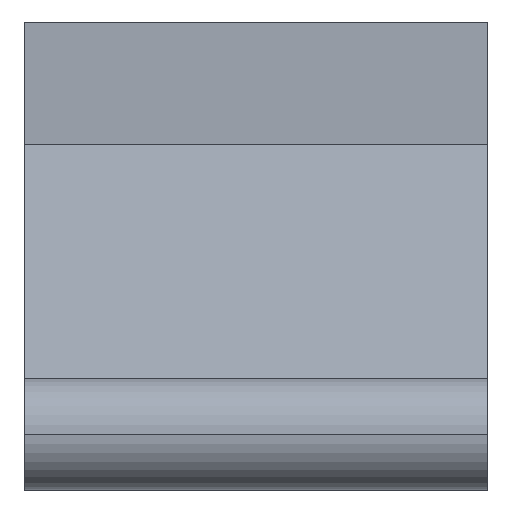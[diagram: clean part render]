
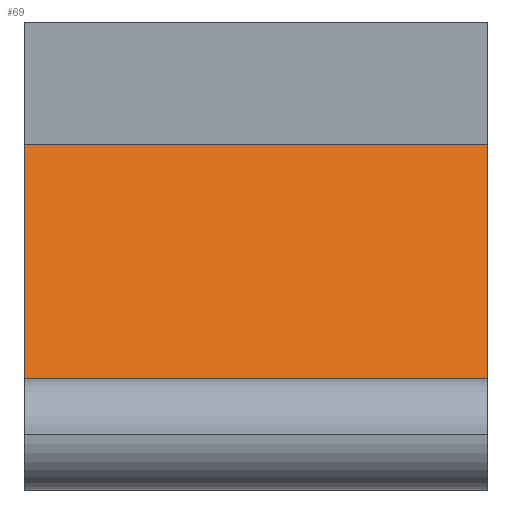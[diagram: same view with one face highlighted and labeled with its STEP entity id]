
A CAD part, front view. The second image highlights one B-rep face of the part: STEP entity #69.
In plain terms, the highlighted planar face has unit normal (0, -0.966, 0.259).
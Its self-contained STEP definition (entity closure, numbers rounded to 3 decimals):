
#69=ADVANCED_FACE('',(#139),#140,.T.);
#139=FACE_OUTER_BOUND('',#207,.T.);
#140=PLANE('',#208);
#207=EDGE_LOOP('',(#343,#344,#345,#346));
#208=AXIS2_PLACEMENT_3D('',#347,#348,#349);
#343=ORIENTED_EDGE('',*,*,#479,.F.);
#344=ORIENTED_EDGE('',*,*,#435,.F.);
#345=ORIENTED_EDGE('',*,*,#460,.T.);
#346=ORIENTED_EDGE('',*,*,#477,.T.);
#347=CARTESIAN_POINT('',(12.0,3.243,2.848));
#348=DIRECTION('',(0.0,-0.966,0.259));
#349=DIRECTION('',(1.0,0.0,0.0));
#435=EDGE_CURVE('',#520,#515,#522,.T.);
#460=EDGE_CURVE('',#520,#561,#563,.T.);
#477=EDGE_CURVE('',#561,#584,#586,.T.);
#479=EDGE_CURVE('',#515,#584,#588,.T.);
#515=VERTEX_POINT('',#630);
#520=VERTEX_POINT('',#637);
#522=LINE('',#640,#641);
#561=VERTEX_POINT('',#695);
#563=LINE('',#698,#699);
#584=VERTEX_POINT('',#730);
#586=LINE('',#733,#734);
#588=LINE('',#736,#737);
#630=CARTESIAN_POINT('',(4.15,3.311,3.1));
#637=CARTESIAN_POINT('',(0.0,3.311,3.1));
#640=CARTESIAN_POINT('',(12.0,3.311,3.1));
#641=VECTOR('',#783,1.0);
#695=CARTESIAN_POINT('',(0.0,2.748,1.0));
#698=CARTESIAN_POINT('',(0.,35.537,123.369));
#699=VECTOR('',#809,1.0);
#730=CARTESIAN_POINT('',(4.15,2.748,1.0));
#733=CARTESIAN_POINT('',(12.0,2.748,1.0));
#734=VECTOR('',#824,1.0);
#736=CARTESIAN_POINT('',(4.15,35.537,123.369));
#737=VECTOR('',#825,1.0);
#783=DIRECTION('',(1.0,0.0,0.0));
#809=DIRECTION('',(0.0,-0.259,-0.966));
#824=DIRECTION('',(1.0,0.0,0.0));
#825=DIRECTION('',(0.0,-0.259,-0.966));
